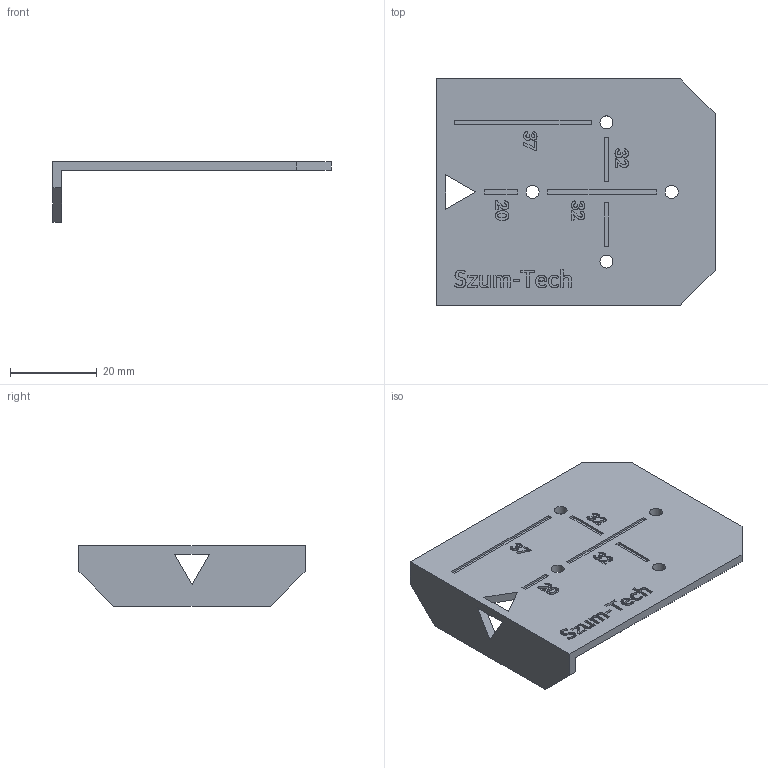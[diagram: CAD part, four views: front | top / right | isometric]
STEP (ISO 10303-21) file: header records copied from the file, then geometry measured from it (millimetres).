
FILE_DESCRIPTION(('FreeCAD Model'),'2;1');
FILE_NAME('Open CASCADE Shape Model','2026-01-12T18:03:10',(''),(''), 'Open CASCADE STEP processor 7.8','FreeCAD','Unknown');
FILE_SCHEMA(('AUTOMOTIVE_DESIGN { 1 0 10303 214 1 1 1 1 }'));
Length unit declared in the file: millimetre
Products named in the file (1): Zawartość
Bounding box: 64 x 52 x 14 mm (x, y, z)
Volume: 7387 mm3; surface area: 8400.3 mm2
Topology: 1 solids, 1 shells, 611 faces, 1755 edges, 1168 vertices
Faces by surface type: extrusion 452, plane 155, cylinder 4
Full cylindrical faces by diameter (mm): 3 x4
Entity records: 20519 total; most frequent: CARTESIAN_POINT 6247, ORIENTED_EDGE 3510, EDGE_CURVE 1755, DIRECTION 1631, B_SPLINE_CURVE_WITH_KNOTS 1356, VECTOR 1295, VERTEX_POINT 1168, LINE 843
